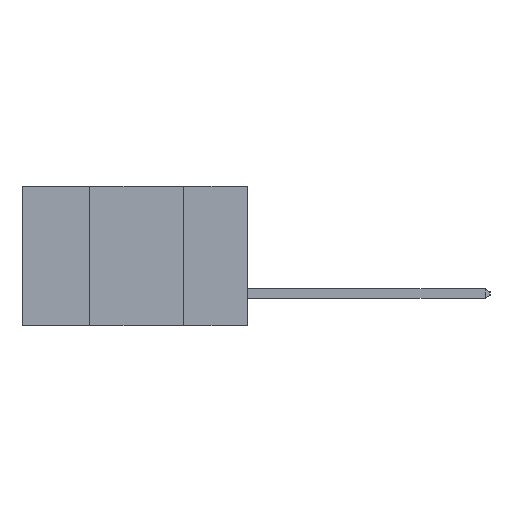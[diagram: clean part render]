
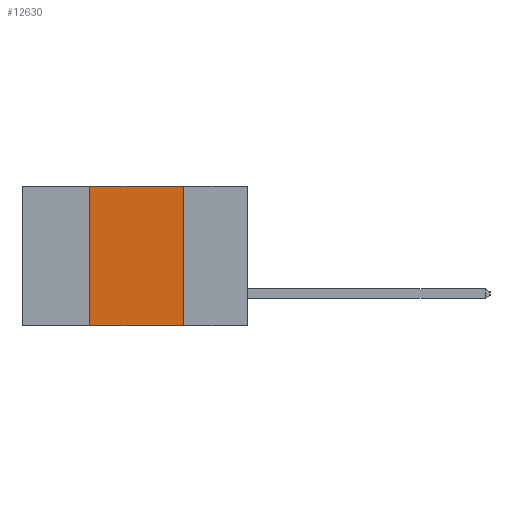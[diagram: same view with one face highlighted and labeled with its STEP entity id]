
A CAD part, left-side view. The second image highlights one B-rep face of the part: STEP entity #12630.
In plain terms, the highlighted planar face has unit normal (-1, 0, 0).
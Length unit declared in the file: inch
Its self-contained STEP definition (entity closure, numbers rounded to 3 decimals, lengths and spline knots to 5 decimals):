
#1559 = LINE ( 'NONE', #10649, #26222 ) ;
#3380 = LINE ( 'NONE', #15688, #13130 ) ;
#3622 = CARTESIAN_POINT ( 'NONE',  ( 0., 0.42, 0. ) ) ;
#6858 = EDGE_CURVE ( 'NONE', #10797, #15875, #22894, .T. ) ;
#8602 = FACE_OUTER_BOUND ( 'NONE', #22425, .T. ) ;
#8685 = LINE ( 'NONE', #19631, #15224 ) ;
#10117 = ORIENTED_EDGE ( 'NONE', *, *, #13353, .F. ) ;
#10440 = DIRECTION ( 'NONE',  ( 0., 0., -1. ) ) ;
#10649 = CARTESIAN_POINT ( 'NONE',  ( 0., 0.17, 0. ) ) ;
#10797 = VERTEX_POINT ( 'NONE', #26241 ) ;
#10809 = VECTOR ( 'NONE', #19617, 39.37008 ) ;
#11930 = CARTESIAN_POINT ( 'NONE',  ( 0., 0.17, -0.37 ) ) ;
#12314 = CARTESIAN_POINT ( 'NONE',  ( 0., 0.17, 0. ) ) ;
#12630 = ADVANCED_FACE ( 'NONE', ( #8602 ), #21521, .F. ) ;
#13130 = VECTOR ( 'NONE', #27430, 39.37008 ) ;
#13353 = EDGE_CURVE ( 'NONE', #15074, #14239, #1559, .T. ) ;
#14239 = VERTEX_POINT ( 'NONE', #11930 ) ;
#14790 = AXIS2_PLACEMENT_3D ( 'NONE', #21456, #21354, #21348 ) ;
#15074 = VERTEX_POINT ( 'NONE', #12314 ) ;
#15224 = VECTOR ( 'NONE', #22025, 39.37008 ) ;
#15688 = CARTESIAN_POINT ( 'NONE',  ( 0., 0.6, -0.37 ) ) ;
#15875 = VERTEX_POINT ( 'NONE', #3622 ) ;
#17951 = EDGE_CURVE ( 'NONE', #15875, #15074, #8685, .T. ) ;
#19617 = DIRECTION ( 'NONE',  ( 0., 0., 1. ) ) ;
#19631 = CARTESIAN_POINT ( 'NONE',  ( 0., 0.6, 0. ) ) ;
#20382 = EDGE_CURVE ( 'NONE', #10797, #14239, #3380, .T. ) ;
#21348 = DIRECTION ( 'NONE',  ( 0., 0., -1. ) ) ;
#21354 = DIRECTION ( 'NONE',  ( 1., 0., 0. ) ) ;
#21456 = CARTESIAN_POINT ( 'NONE',  ( 0., 0.6, 0. ) ) ;
#21521 = PLANE ( 'NONE',  #14790 ) ;
#22025 = DIRECTION ( 'NONE',  ( 0., -1., 0. ) ) ;
#22377 = CARTESIAN_POINT ( 'NONE',  ( 0., 0.42, 0. ) ) ;
#22425 = EDGE_LOOP ( 'NONE', ( #10117, #29011, #27222, #26901 ) ) ;
#22894 = LINE ( 'NONE', #22377, #10809 ) ;
#26222 = VECTOR ( 'NONE', #10440, 39.37008 ) ;
#26241 = CARTESIAN_POINT ( 'NONE',  ( 0., 0.42, -0.37 ) ) ;
#26901 = ORIENTED_EDGE ( 'NONE', *, *, #20382, .T. ) ;
#27222 = ORIENTED_EDGE ( 'NONE', *, *, #6858, .F. ) ;
#27430 = DIRECTION ( 'NONE',  ( 0., -1., 0. ) ) ;
#29011 = ORIENTED_EDGE ( 'NONE', *, *, #17951, .F. ) ;
